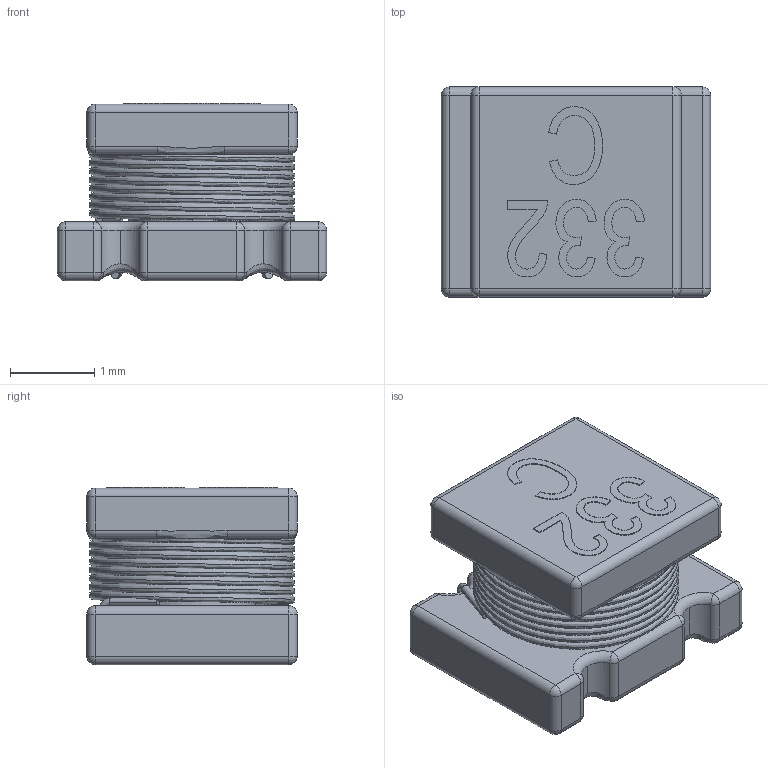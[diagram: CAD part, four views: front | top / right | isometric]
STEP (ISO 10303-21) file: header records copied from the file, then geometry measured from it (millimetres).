
FILE_DESCRIPTION(('FreeCAD Model'),'2;1');
FILE_NAME('User Library-Murata_8200Series.step', '2020-05-25T15:52:59',('kicad StepUp'),('ksu MCAD'), 'Open CASCADE STEP processor 7.3','FreeCAD','Unknown');
FILE_SCHEMA(('AUTOMOTIVE_DESIGN { 1 0 10303 214 1 1 1 1 }'));
Length unit declared in the file: millimetre
Products named in the file (1): User_Library-Murata_8200Series
Bounding box: 3.2 x 2.5 x 2.11 mm (x, y, z)
Volume: 10.8 mm3; surface area: 59.3 mm2
Topology: 5 solids, 5 shells, 236 faces, 1715 edges, 4882 vertices
Faces by surface type: cylinder 77, bspline 53, plane 48, sphere 40, torus 18
Entity records: 28162 total; most frequent: CARTESIAN_POINT 15990, DIRECTION 2210, GEOMETRIC_CURVE_SET 1123, ORIENTED_EDGE 1122, TRIMMED_CURVE 1122, AXIS2_PLACEMENT_3D 793, LINE 624, VECTOR 624
